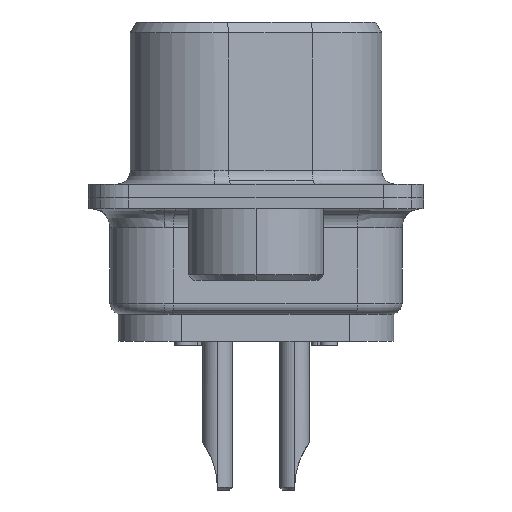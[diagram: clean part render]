
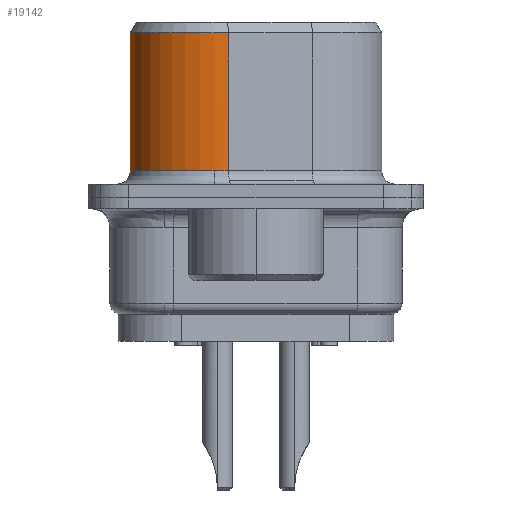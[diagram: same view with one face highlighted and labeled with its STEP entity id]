
A CAD part, left-side view. The second image highlights one B-rep face of the part: STEP entity #19142.
In plain terms, the highlighted cylindrical face has radius 3.1 mm (diameter 6.2 mm), a partial arc.
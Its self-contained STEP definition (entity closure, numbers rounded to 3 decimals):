
#18401=CARTESIAN_POINT('',(8.95,1.55,-1.0));
#18402=VERTEX_POINT('',#18401);
#18428=CARTESIAN_POINT('',(8.903,1.012,-1.0));
#18429=VERTEX_POINT('',#18428);
#18437=CARTESIAN_POINT('',(5.85,1.55,-1.0));
#18438=DIRECTION('',(0.0,0.0,1.0));
#18439=DIRECTION('',(0.766,0.643,0.0));
#18440=AXIS2_PLACEMENT_3D('',#18437,#18438,#18439);
#18441=CIRCLE('',#18440,3.1);
#18442=EDGE_CURVE('',#18429,#18402,#18441,.T.);
#18812=CARTESIAN_POINT('',(5.85,4.65,-6.1));
#18813=VERTEX_POINT('',#18812);
#18852=CARTESIAN_POINT('',(8.903,1.012,-6.1));
#18853=VERTEX_POINT('',#18852);
#18870=CARTESIAN_POINT('',(5.85,1.55,-6.1));
#18871=DIRECTION('',(0.0,0.0,-1.));
#18872=DIRECTION('',(0.985,-0.174,0.0));
#18873=AXIS2_PLACEMENT_3D('',#18870,#18871,#18872);
#18874=CIRCLE('',#18873,3.1);
#18875=EDGE_CURVE('',#18813,#18853,#18874,.T.);
#19101=CARTESIAN_POINT('',(8.903,1.012,-1.0));
#19102=DIRECTION('',(0.0,0.0,-1.0));
#19103=VECTOR('',#19102,5.1);
#19104=LINE('',#19101,#19103);
#19105=EDGE_CURVE('',#18429,#18853,#19104,.T.);
#19117=CARTESIAN_POINT('',(5.85,1.55,0.0));
#19118=DIRECTION('',(0.0,0.0,-1.0));
#19119=DIRECTION('',(0.985,-0.174,0.0));
#19120=AXIS2_PLACEMENT_3D('',#19117,#19118,#19119);
#19121=CYLINDRICAL_SURFACE('',#19120,3.1);
#19122=ORIENTED_EDGE('',*,*,#18875,.F.);
#19123=CARTESIAN_POINT('',(5.85,4.65,-1.0));
#19124=VERTEX_POINT('',#19123);
#19125=CARTESIAN_POINT('',(5.85,4.65,-1.0));
#19126=DIRECTION('',(0.0,0.0,-1.0));
#19127=VECTOR('',#19126,5.1);
#19128=LINE('',#19125,#19127);
#19129=EDGE_CURVE('',#19124,#18813,#19128,.T.);
#19130=ORIENTED_EDGE('',*,*,#19129,.F.);
#19131=CARTESIAN_POINT('',(5.85,1.55,-1.0));
#19132=DIRECTION('',(0.0,0.0,1.0));
#19133=DIRECTION('',(0.766,0.643,0.0));
#19134=AXIS2_PLACEMENT_3D('',#19131,#19132,#19133);
#19135=CIRCLE('',#19134,3.1);
#19136=EDGE_CURVE('',#18402,#19124,#19135,.T.);
#19137=ORIENTED_EDGE('',*,*,#19136,.F.);
#19138=ORIENTED_EDGE('',*,*,#18442,.F.);
#19139=ORIENTED_EDGE('',*,*,#19105,.T.);
#19140=EDGE_LOOP('',(#19122,#19130,#19137,#19138,#19139));
#19141=FACE_OUTER_BOUND('',#19140,.T.);
#19142=ADVANCED_FACE('',(#19141),#19121,.T.);
